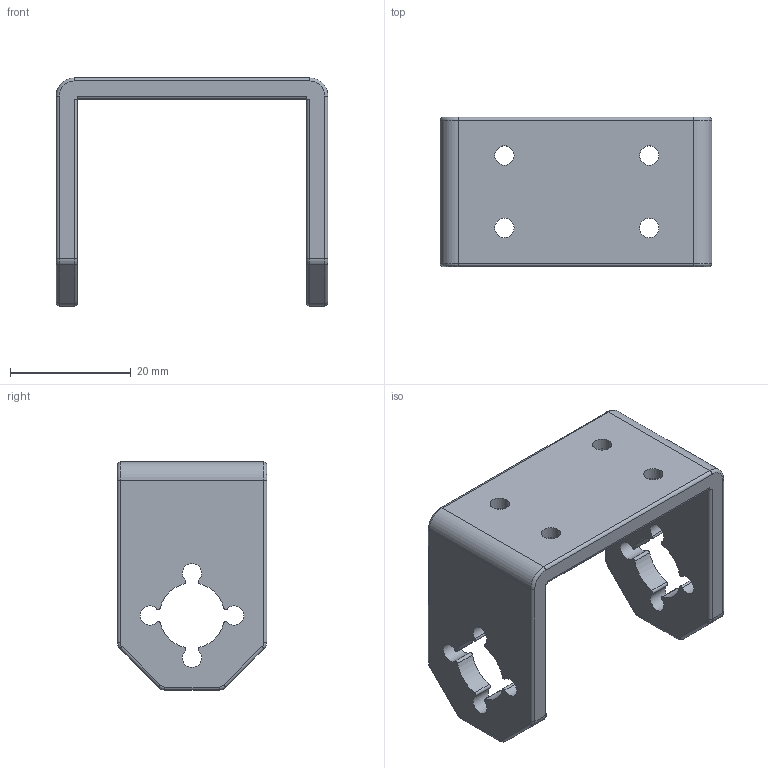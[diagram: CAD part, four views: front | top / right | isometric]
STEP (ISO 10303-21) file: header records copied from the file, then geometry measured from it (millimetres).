
FILE_DESCRIPTION(('FreeCAD Model'),'2;1');
FILE_NAME('Open CASCADE Shape Model','2025-12-12T16:47:12',(''),(''), 'Open CASCADE STEP processor 7.8','FreeCAD','Unknown');
FILE_SCHEMA(('AUTOMOTIVE_DESIGN { 1 0 10303 214 1 1 1 1 }'));
Length unit declared in the file: millimetre
Products named in the file (1): Hole
Bounding box: 45.02 x 24.76 x 37.78 mm (x, y, z)
Volume: 8267.3 mm3; surface area: 6178.3 mm2
Topology: 1 solids, 1 shells, 116 faces, 290 edges, 180 vertices
Faces by surface type: cylinder 74, plane 22, torus 20
Full cylindrical faces by diameter (mm): 3.2 x4, 5.5 x4
Entity records: 3548 total; most frequent: DIRECTION 692, CARTESIAN_POINT 587, ORIENTED_EDGE 580, EDGE_CURVE 290, AXIS2_PLACEMENT_3D 285, VERTEX_POINT 180, CIRCLE 168, FACE_BOUND 132
